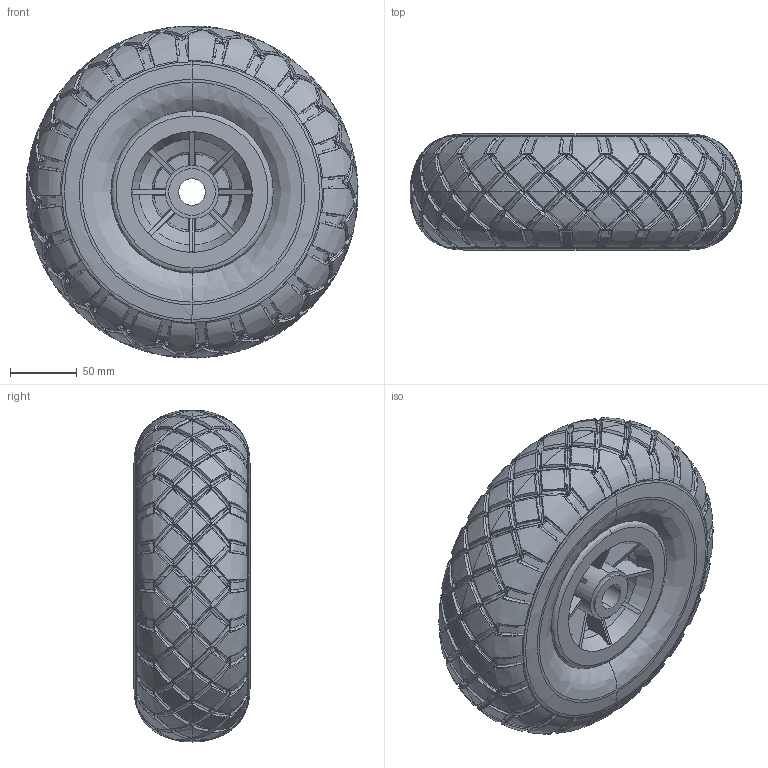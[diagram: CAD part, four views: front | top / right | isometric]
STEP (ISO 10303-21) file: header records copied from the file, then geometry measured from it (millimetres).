
FILE_DESCRIPTION (( 'STEP AP214' ), '1' );
FILE_NAME ('0037214.step', '2020-09-28T10:46:39', ( '' ), ( '' ), 'SwSTEP 2.0', 'SolidWorks 2018', '' );
FILE_SCHEMA (( 'AUTOMOTIVE_DESIGN' ));
Length unit declared in the file: millimetre
Products named in the file (1): 0037214
Bounding box: 248.87 x 87 x 248.87 mm (x, y, z)
Surface area: 337871.8 mm2 (no closed solid volume)
Topology: 0 solids, 410 shells, 1419 faces, 8943 edges, 7862 vertices
Faces by surface type: bspline 1228, plane 140, cone 41, cylinder 10
Entity records: 328010 total; most frequent: CARTESIAN_POINT 279534, ORIENTED_EDGE 11630, EDGE_CURVE 8919, B_SPLINE_CURVE_WITH_KNOTS 8199, VERTEX_POINT 7826, EDGE_LOOP 1431, FACE_OUTER_BOUND 1419, ADVANCED_FACE 1419
